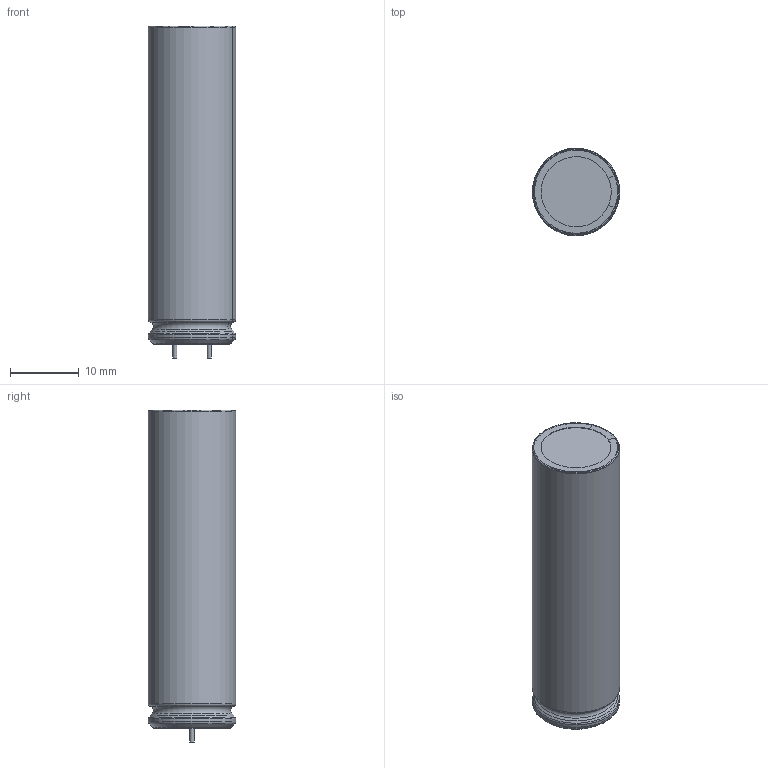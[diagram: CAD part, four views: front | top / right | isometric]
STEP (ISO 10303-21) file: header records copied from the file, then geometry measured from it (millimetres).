
FILE_DESCRIPTION(('FreeCAD Model'),'2;1');
FILE_NAME('CAPPR500-1250X4500.step', '2020-02-22T12:07:39',(''),(''),'Open CASCADE STEP processor 7.3', 'FreeCAD','Unknown');
FILE_SCHEMA(('AUTOMOTIVE_DESIGN { 1 0 10303 214 1 1 1 1 }'));
Length unit declared in the file: millimetre
Products named in the file (1): Compound002
Bounding box: 12.68 x 12.7 x 48.3 mm (x, y, z)
Volume: 5806.1 mm3; surface area: 2198.2 mm2
Topology: 3 solids, 4 shells, 51 faces, 285 edges, 788 vertices
Faces by surface type: torus 15, plane 14, cylinder 14, cone 6, bspline 2
Full cylindrical faces by diameter (mm): 0.6 x2, 1.8 x2, 2 x2
Entity records: 8414 total; most frequent: CARTESIAN_POINT 4730, DIRECTION 597, AXIS2_PLACEMENT_3D 248, CIRCLE 208, GEOMETRIC_CURVE_SET 191, ORIENTED_EDGE 190, PCURVE 190, DEFINITIONAL_REPRESENTATION 190
